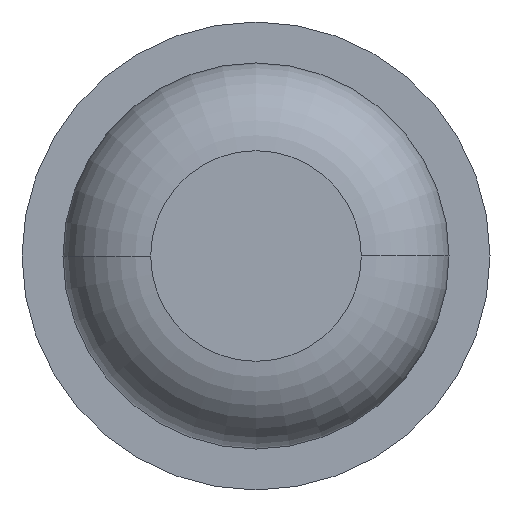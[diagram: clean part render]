
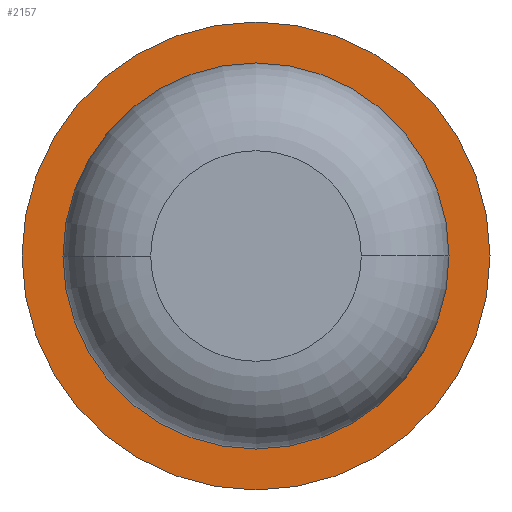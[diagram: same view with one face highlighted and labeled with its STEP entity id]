
A CAD part, front view. The second image highlights one B-rep face of the part: STEP entity #2157.
In plain terms, the highlighted planar face has unit normal (0, -1, 0).
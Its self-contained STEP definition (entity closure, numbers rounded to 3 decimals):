
#104 = EDGE_LOOP ( 'NONE', ( #2546, #4031 ) ) ;
#340 = EDGE_CURVE ( 'Defeature ausgef�hrt1_10+Defeature ausgef�hrt1_5+Defeature ausgef�hrt1_5+Defeature ausgef�hrt1_5', #3329, #3106, #3279, .T. ) ;
#391 = DIRECTION ( 'NONE',  ( -1., 0., 0. ) ) ;
#444 = CARTESIAN_POINT ( 'NONE',  ( 0., -6., 0. ) ) ;
#689 = CARTESIAN_POINT ( 'NONE',  ( 0., -6., 0. ) ) ;
#939 = AXIS2_PLACEMENT_3D ( 'NONE', #689, #2146, #2105 ) ;
#1091 = CARTESIAN_POINT ( 'NONE',  ( 0., -6., 0. ) ) ;
#1281 = PLANE ( 'NONE',  #2516 ) ;
#1309 = CIRCLE ( 'NONE', #3280, 0.825 ) ;
#1504 = AXIS2_PLACEMENT_3D ( 'NONE', #444, #4294, #2557 ) ;
#1622 = CARTESIAN_POINT ( 'NONE',  ( -0.825, -6., 0. ) ) ;
#1977 = DIRECTION ( 'NONE',  ( 0., 1., 0. ) ) ;
#2105 = DIRECTION ( 'NONE',  ( -1., 0., 0. ) ) ;
#2146 = DIRECTION ( 'NONE',  ( 0., 1., 0. ) ) ;
#2157 = ADVANCED_FACE ( 'Defeature ausgef�hrt1_10', ( #4389, #2227 ), #1281, .F. ) ;
#2160 = ORIENTED_EDGE ( 'NONE', *, *, #340, .T. ) ;
#2226 = DIRECTION ( 'NONE',  ( -1., 0., 0. ) ) ;
#2227 = FACE_BOUND ( 'NONE', #4146, .T. ) ;
#2299 = ORIENTED_EDGE ( 'NONE', *, *, #2351, .T. ) ;
#2351 = EDGE_CURVE ( 'Defeature ausgef�hrt1_10+Defeature ausgef�hrt1_5+Defeature ausgef�hrt1_5+Defeature ausgef�hrt1_5', #3106, #3329, #1309, .T. ) ;
#2368 = CARTESIAN_POINT ( 'NONE',  ( 0.825, -6., 0. ) ) ;
#2516 = AXIS2_PLACEMENT_3D ( 'NONE', #2368, #1977, #4477 ) ;
#2546 = ORIENTED_EDGE ( 'NONE', *, *, #4400, .F. ) ;
#2553 = CIRCLE ( 'NONE', #3253, 1. ) ;
#2557 = DIRECTION ( 'NONE',  ( -1., 0., 0. ) ) ;
#2742 = CARTESIAN_POINT ( 'NONE',  ( -1., -6., 0. ) ) ;
#2930 = VERTEX_POINT ( 'NONE', #2742 ) ;
#2980 = EDGE_CURVE ( 'Defeature ausgef�hrt1_11+Defeature ausgef�hrt1_10+Defeature ausgef�hrt1_10+Defeature ausgef�hrt1_10', #3762, #2930, #4383, .T. ) ;
#3106 = VERTEX_POINT ( 'NONE', #3900 ) ;
#3253 = AXIS2_PLACEMENT_3D ( 'NONE', #1091, #3548, #391 ) ;
#3272 = DIRECTION ( 'NONE',  ( 0., 1., 0. ) ) ;
#3279 = CIRCLE ( 'NONE', #1504, 0.825 ) ;
#3280 = AXIS2_PLACEMENT_3D ( 'NONE', #4320, #3272, #2226 ) ;
#3329 = VERTEX_POINT ( 'NONE', #1622 ) ;
#3548 = DIRECTION ( 'NONE',  ( 0., 1., 0. ) ) ;
#3762 = VERTEX_POINT ( 'NONE', #4175 ) ;
#3900 = CARTESIAN_POINT ( 'NONE',  ( 0.825, -6., 0. ) ) ;
#4031 = ORIENTED_EDGE ( 'NONE', *, *, #2980, .F. ) ;
#4146 = EDGE_LOOP ( 'NONE', ( #2160, #2299 ) ) ;
#4175 = CARTESIAN_POINT ( 'NONE',  ( 1., -6., 0. ) ) ;
#4294 = DIRECTION ( 'NONE',  ( 0., 1., 0. ) ) ;
#4320 = CARTESIAN_POINT ( 'NONE',  ( 0., -6., 0. ) ) ;
#4383 = CIRCLE ( 'NONE', #939, 1. ) ;
#4389 = FACE_OUTER_BOUND ( 'NONE', #104, .T. ) ;
#4400 = EDGE_CURVE ( 'Defeature ausgef�hrt1_11+Defeature ausgef�hrt1_10+Defeature ausgef�hrt1_10+Defeature ausgef�hrt1_10', #2930, #3762, #2553, .T. ) ;
#4477 = DIRECTION ( 'NONE',  ( -1., 0., 0. ) ) ;
